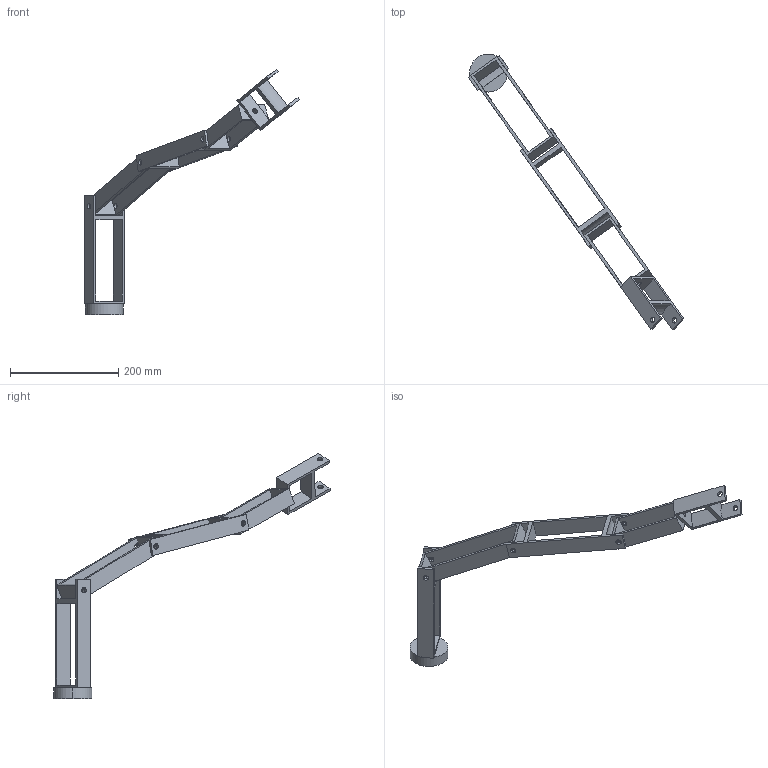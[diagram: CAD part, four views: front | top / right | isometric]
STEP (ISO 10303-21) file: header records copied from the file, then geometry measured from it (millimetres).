
FILE_DESCRIPTION (( 'STEP AP214' ), '1' );
FILE_NAME ('Robot 5GDL.STEP', '2024-12-16T22:49:55', ( '' ), ( '' ), 'SwSTEP 2.0', 'SolidWorks 2023', '' );
FILE_SCHEMA (( 'AUTOMOTIVE_DESIGN' ));
Length unit declared in the file: millimetre
Products named in the file (7): Robot 5GDL; Eslabon 0; Eslabon 4; Eslabon 5; Eslabon 3; Eslabon 2; Eslabon 1
Assembly tree (6 placements, depth 2):
  Robot 5GDL
    Eslabon 0
    Eslabon 1
    Eslabon 2
    Eslabon 3
    Eslabon 4
    Eslabon 5
Bounding box: 397.32 x 509.21 x 452.15 mm (x, y, z)
Volume: 429760.1 mm3; surface area: 174417.1 mm2
Topology: 6 solids, 6 shells, 106 faces, 294 edges, 194 vertices
Faces by surface type: plane 64, cylinder 42
Entity records: 3712 total; most frequent: DIRECTION 614, CARTESIAN_POINT 603, ORIENTED_EDGE 588, EDGE_CURVE 294, AXIS2_PLACEMENT_3D 205, VECTOR 204, LINE 204, VERTEX_POINT 194
